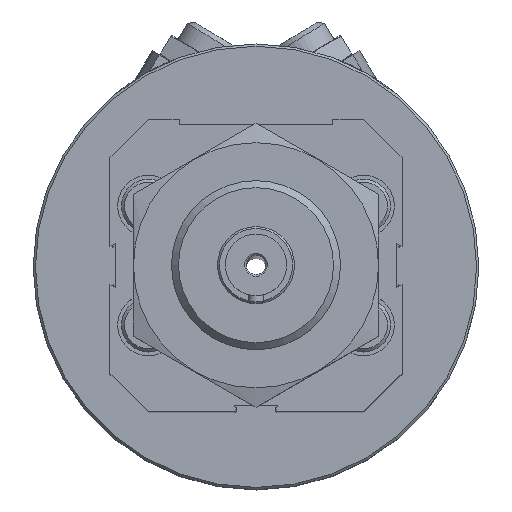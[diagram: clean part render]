
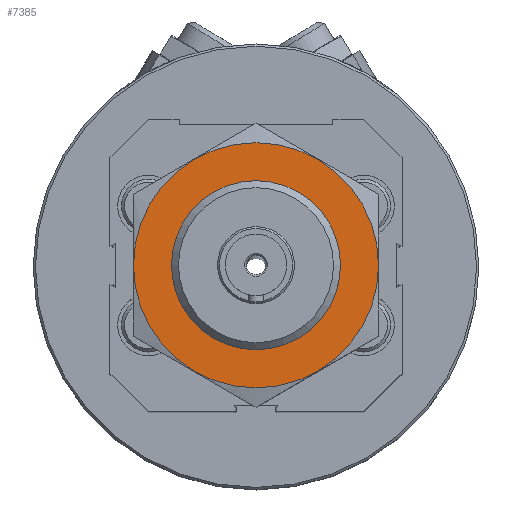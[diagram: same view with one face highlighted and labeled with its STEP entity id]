
A CAD part, top view. The second image highlights one B-rep face of the part: STEP entity #7385.
In plain terms, the highlighted face is planar.
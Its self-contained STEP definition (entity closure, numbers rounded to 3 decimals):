
#1422=PLANE('',#8363);
#1937=CIRCLE('',#8364,15.95);
#1938=CIRCLE('',#8365,11.);
#3829=ORIENTED_EDGE('',*,*,#4820,.F.);
#3830=ORIENTED_EDGE('',*,*,#4821,.T.);
#4820=EDGE_CURVE('',#5512,#5512,#1937,.T.);
#4821=EDGE_CURVE('',#5513,#5513,#1938,.T.);
#5512=VERTEX_POINT('',#12958);
#5513=VERTEX_POINT('',#12960);
#6211=EDGE_LOOP('',(#3829));
#6212=EDGE_LOOP('',(#3830));
#6854=FACE_BOUND('',#6211,.T.);
#6855=FACE_BOUND('',#6212,.T.);
#7385=ADVANCED_FACE('',(#6854,#6855),#1422,.F.);
#8363=AXIS2_PLACEMENT_3D('',#12956,#10564,#10565);
#8364=AXIS2_PLACEMENT_3D('',#12957,#10566,#10567);
#8365=AXIS2_PLACEMENT_3D('',#12959,#10568,#10569);
#10564=DIRECTION('',(0.,-1.,0.));
#10565=DIRECTION('',(0.,0.,-1.));
#10566=DIRECTION('',(0.,-1.,0.));
#10567=DIRECTION('',(0.,0.,-1.));
#10568=DIRECTION('',(0.,-1.,0.));
#10569=DIRECTION('',(0.,0.,-1.));
#12956=CARTESIAN_POINT('',(0.,0.,0.));
#12957=CARTESIAN_POINT('',(0.,0.,0.));
#12958=CARTESIAN_POINT('',(0.,0.,-15.95));
#12959=CARTESIAN_POINT('',(0.,0.,0.));
#12960=CARTESIAN_POINT('',(0.,0.,-11.));
